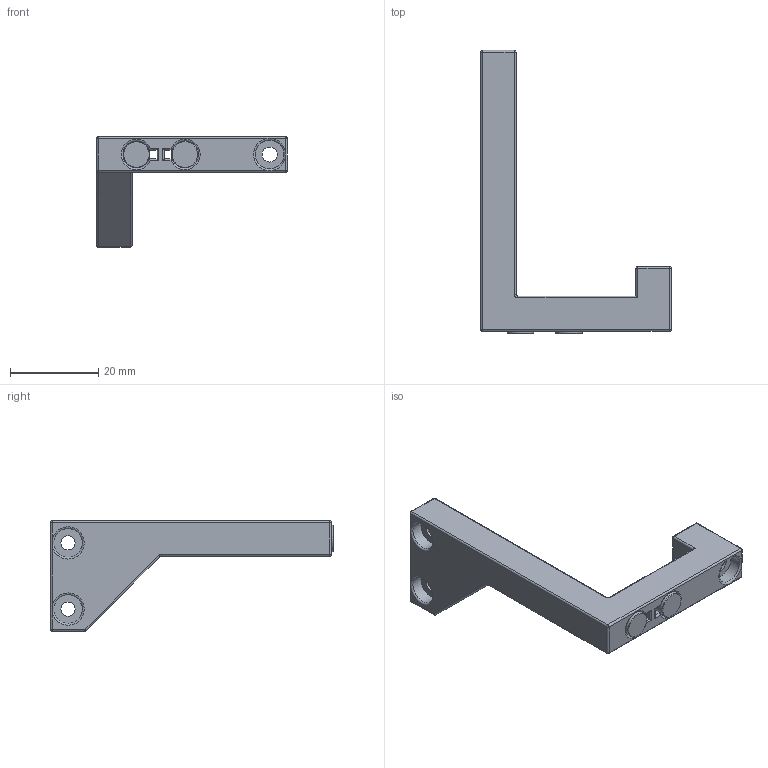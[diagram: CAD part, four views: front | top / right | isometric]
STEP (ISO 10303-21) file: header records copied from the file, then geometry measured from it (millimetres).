
FILE_DESCRIPTION(/* description */ (''),/* implementation_level */ '2;1');
FILE_NAME(/* name */ 'B-Toolhead_Probe_Pickup-T.stp',/* time_stamp */ '2020-11-23T12:45:29-08:00',/* author */ (''),/* organization */ (''),/* preprocessor_version */ 'ST-DEVELOPER v18.1',/* originating_system */ 'Autodesk Translation Framework v9.3.0.1241',/* authorisation */ '');
FILE_SCHEMA (('AUTOMOTIVE_DESIGN { 1 0 10303 214 3 1 1 }'));
Length unit declared in the file: millimetre
Products named in the file (2): Probe Pickup; 6x3 Cylinder Magnet
Assembly tree (4 placements, depth 2):
  Probe Pickup
    6x3 Cylinder Magnet  x4
Bounding box: 43.2 x 64.2 x 25 mm (x, y, z)
Volume: 8441.1 mm3; surface area: 5237.4 mm2
Topology: 5 solids, 5 shells, 121 faces, 269 edges, 155 vertices
Faces by surface type: cylinder 52, plane 33, sphere 14, torus 12, cone 8, bspline 2
Full cylindrical faces by diameter (mm): 2 x2, 3.2 x2, 3.4 x1, 6 x4, 6.5 x3
Entity records: 3214 total; most frequent: CARTESIAN_POINT 687, DIRECTION 569, ORIENTED_EDGE 480, EDGE_CURVE 240, AXIS2_PLACEMENT_3D 231, VERTEX_POINT 137, EDGE_LOOP 119, CIRCLE 115
